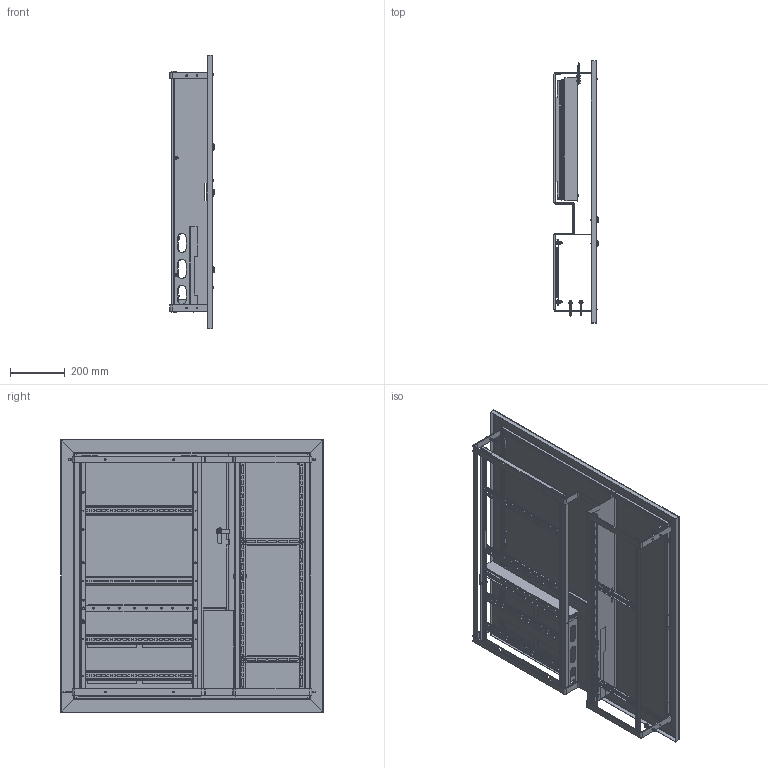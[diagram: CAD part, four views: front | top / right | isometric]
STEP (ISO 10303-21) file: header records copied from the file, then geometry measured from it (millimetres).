
FILE_DESCRIPTION (( 'STEP AP203' ), '1' );
FILE_NAME ('mb02-v-4s-bas ÙÝ4 êâ. óñèëåííûé áåç îêîí.STEP', '2021-11-26T08:00:49', ( '' ), ( '' ), 'SwSTEP 2.0', 'SolidWorks 2021', '' );
FILE_SCHEMA (( 'CONFIG_CONTROL_DESIGN' ));
Length unit declared in the file: millimetre
Products named in the file (53): ÙÝÓ4.01.00.006 Ïåòëÿ_00; ﾙﾝﾓ4.05.00.001 ﾑ鳰濱01; ﾙﾝﾓ4.05.00.003 ﾊ煇鳫_00; Áîëò Ì6 ÃÎÑÒ 7798-70_Œ6å16; mb02-v-4s-bas ÙÝ4 êâ. óñèëåííûé áåç îêîí; Øïèëüêà 6õ20; ﾘ琺矜 01.019 ﾃﾎﾑﾒ11371-78_6; Ãàéêà ñ ôëàíöåì DIN6923_6.6G.8; ﾙﾝﾓ4.04.01.000 ﾄ粢_00; ﾙﾝﾓ4s.03.01.000 ﾄ粢_00; ÙÝÓ4.02.00.002 Ñêîáà_00; ÙÝÓ4.01.00.000 Êàðêàñ_00; ﾙﾝﾓ4.05.00.002 ﾏⅰ褞褶竟濱00; ÙÝÓ4s.03.00.000 Äâåðü ó÷åòíîãî îòñåêà_00; Âíóòðåííåå òåëî çàìêà; ÙÝÓ4.01.00.008 Óãîëîê_00; ÙÝÓ4.05.00.000 Ðàìà ìîíòàæíàÿ_00; ﾙﾝﾓ4.05.00.003 ﾊ煇鳫_01; ﾙﾝﾓ4.01.00.007 ﾊ鮻_00; ÙÝÓ4.02.00.000 Äâåðü ðàñïðåäåëèòåëüíîãî îòñåêà._00; Âèíò 4 ÃÎÑÒ 10621-80_4å12; Ïðîêëàäêà; Øïëèíò ÃÎÑÒ 397-79_2å16.016; ﾙﾝﾓ4.04.00.001 ﾄ粢_00; hex flange bolt_din_DIN 6921 - M6 x 12 x 12-N; Ñàìîðåç êðîâåëüíûé 6,3õ50 DIN 7504_00; 剒蜲錪 52擤; Òåëî çàìêà; ÙÝÓ4.00.00.001 Ôàëüøïàíåëü_00; Ãàéêà; ﾙﾝﾓ4.01.00.002 ﾏⅰ褞褶竟濱00; ﾙﾝﾓ4.05.00.001 ﾑ鳰濱00; Äèí-ðåéêà TS 35õ7,5_440; ÙÝÓ4.01.00.005 Ïðîôèëü_00; ﾙﾝﾓ4s.00.00.000 ﾙ頸 跫隆_00; Ãàéêà ÃÎÑÒ 5927-70_6.6G.8; Washer 6402_3_gost_丐ｩ｡ 2 6 ヮ葬 6402-70; 剒蜲錪 45擤; ÙÝÓ4.01.00.001 Ñòîéêà âåðòèêàëüíàÿ_00; ÙÝÓ4.00.00.002 Ðåéêà ïåðôîðèðîâàííàÿ_00 ...
Assembly tree (130 placements, depth 5):
  mb02-v-4s-bas ÙÝ4 êâ. óñèëåííûé áåç îêîí
    ﾙﾝﾓ4s.00.00.000 ﾙ頸 跫隆_00
      ÙÝÓ4.01.00.000 Êàðêàñ_00
        ÙÝÓ4.01.00.001 Ñòîéêà âåðòèêàëüíàÿ_01
        ÙÝÓ4.01.00.001 Ñòîéêà âåðòèêàëüíàÿ_00
        ﾙﾝﾓ4.01.00.002 ﾏⅰ褞褶竟濱00  x2
        ﾙﾝﾓ4.01.00.004 ﾊ煇鳫_00  x2
        ÙÝÓ4.01.00.003 Ïåðåãîðîäêà_00
        ÙÝÓ4.01.00.005 Ïðîôèëü_00  x2
        ÙÝÓ4.01.00.006 Ïåòëÿ_00  x7
        Øïèëüêà 6õ20  x5
        ﾙﾝﾓ4.01.00.007 ﾊ鮻_00
        ÙÝÓ4.01.00.008 Óãîëîê_00  x2
      ÙÝÓ4.02.00.000 Äâåðü ðàñïðåäåëèòåëüíîãî îòñåêà._00
        ﾙﾝﾓ4.02.01.000 ﾄ粢_00
          ﾙﾝﾓ4.02.00.001 ﾄ粢_00
          ÙÝÓ4.02.00.002 Ñêîáà_00  x2
        ����� ��������_������ 45��
          Òåëî çàìêà
          Ïðîêëàäêà ìåòàëëè÷åñêàÿ
          剒蜲錪 45擤
          Washer 6402_3_gost_丐ｩ｡ 2 6 ヮ葬 6402-70
          Ïðîêëàäêà
          pan head cross recess screw_din_ISO 7045 - M4 x 6 - Z --- 6N
          Ïðîêëàäêà ìåòàëëè÷åñêàÿ 2
          Ãàéêà
          Âíóòðåííåå òåëî çàìêà
          剒蜲錪 52擤
      ÙÝÓ4.04.00.000 Äâåðü ñëàáîòî÷íîãî îòñåêà_00
        ﾙﾝﾓ4.04.01.000 ﾄ粢_00
          ﾙﾝﾓ4.04.00.001 ﾄ粢_00
          ÙÝÓ4.02.00.002 Ñêîáà_00  x3
          Øïèëüêà 6õ20
        ����� ��������_������ 45��
          Òåëî çàìêà
          Ïðîêëàäêà ìåòàëëè÷åñêàÿ
          剒蜲錪 45擤
          Washer 6402_3_gost_丐ｩ｡ 2 6 ヮ葬 6402-70
          Ïðîêëàäêà
          pan head cross recess screw_din_ISO 7045 - M4 x 6 - Z --- 6N
          Ïðîêëàäêà ìåòàëëè÷åñêàÿ 2
          Ãàéêà
          Âíóòðåííåå òåëî çàìêà
          剒蜲錪 52擤
      ÙÝÓ4s.03.00.000 Äâåðü ó÷åòíîãî îòñåêà_00
        ﾙﾝﾓ4s.03.01.000 ﾄ粢_00
          ﾙﾝﾓ4s.03.00.001 ﾄ粢_00
          ÙÝÓ4.02.00.002 Ñêîáà_00  x2
        ����� ��������_������ 45��
          Òåëî çàìêà
          Ïðîêëàäêà ìåòàëëè÷åñêàÿ
          剒蜲錪 45擤
          Washer 6402_3_gost_丐ｩ｡ 2 6 ヮ葬 6402-70
          Ïðîêëàäêà
          pan head cross recess screw_din_ISO 7045 - M4 x 6 - Z --- 6N
          Ïðîêëàäêà ìåòàëëè÷åñêàÿ 2
          Ãàéêà
          Âíóòðåííåå òåëî çàìêà
          剒蜲錪 52擤
      ÙÝÓ4.00.00.001 Ôàëüøïàíåëü_00
Bounding box: 161.7 x 960 x 1000 mm (x, y, z)
Volume: 2311405.1 mm3; surface area: 4078875.2 mm2
Topology: 138 solids, 138 shells, 4448 faces, 10997 edges, 6820 vertices
Faces by surface type: plane 2338, cylinder 1551, cone 320, bspline 109, torus 82, sphere 48
Entity records: 64949 total; most frequent: CARTESIAN_POINT 15501, DIRECTION 8803, ORIENTED_EDGE 8528, EDGE_CURVE 4264, AXIS2_PLACEMENT_3D 3043, VECTOR 2717, LINE 2717, VERTEX_POINT 2617
